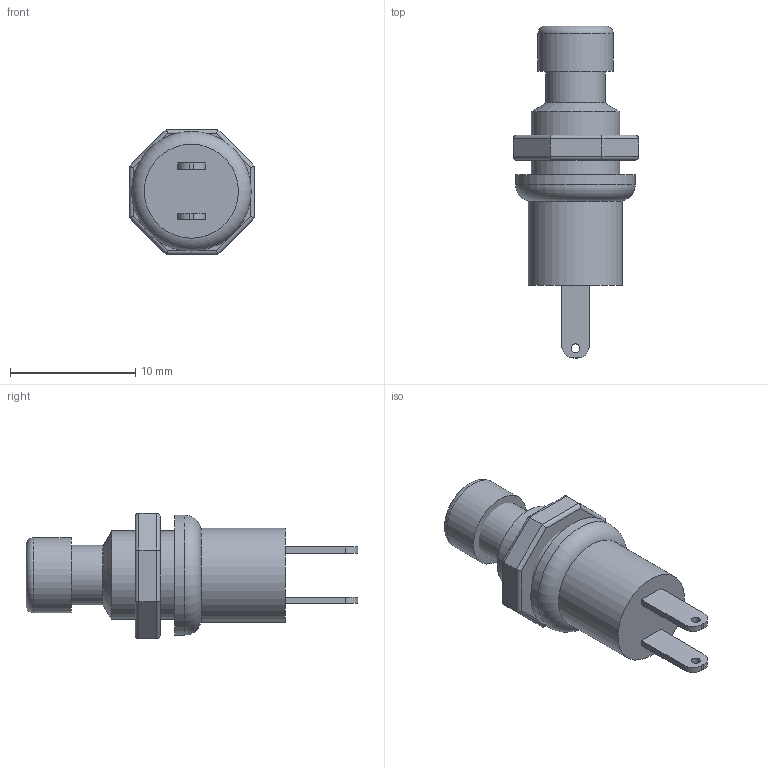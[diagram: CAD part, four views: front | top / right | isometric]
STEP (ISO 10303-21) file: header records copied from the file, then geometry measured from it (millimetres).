
FILE_DESCRIPTION(('HOOPS Exchange Step'),'2;1');
FILE_NAME('temp_export','2021-02-23T07:57:43-06:00',('cwilson'),('Shapr3D Limited'),'HOOPS Exchange 2020.2','Shapr3D','Authorized');
FILE_SCHEMA( ('AP203_CONFIGURATION_CONTROLLED_3D_DESIGN_OF_MECHANICAL_PARTS_AND_ASSEMBLIES_MIM_LF') );
Length unit declared in the file: millimetre
Products named in the file (3): 0; 73252144-0A63-4E4D-80C8-FB93FD24B1B1.tmp
Assembly tree (2 placements, depth 2):
  73252144-0A63-4E4D-80C8-FB93FD24B1B1.tmp
    0
    0
Bounding box: 10 x 26.47 x 10 mm (x, y, z)
Volume: 873.6 mm3; surface area: 1128.4 mm2
Topology: 6 solids, 6 shells, 65 faces, 146 edges, 97 vertices
Faces by surface type: plane 32, cylinder 30, torus 2, cone 1
Full cylindrical faces by diameter (mm): 0.7 x2, 4.4 x1, 4.75 x1, 6 x1, 7 x1, 7.065 x2, 7.5 x1, 9.55 x1
Entity records: 1935 total; most frequent: DIRECTION 353, CARTESIAN_POINT 313, ORIENTED_EDGE 292, EDGE_CURVE 146, AXIS2_PLACEMENT_3D 137, VERTEX_POINT 97, VECTOR 79, LINE 79
